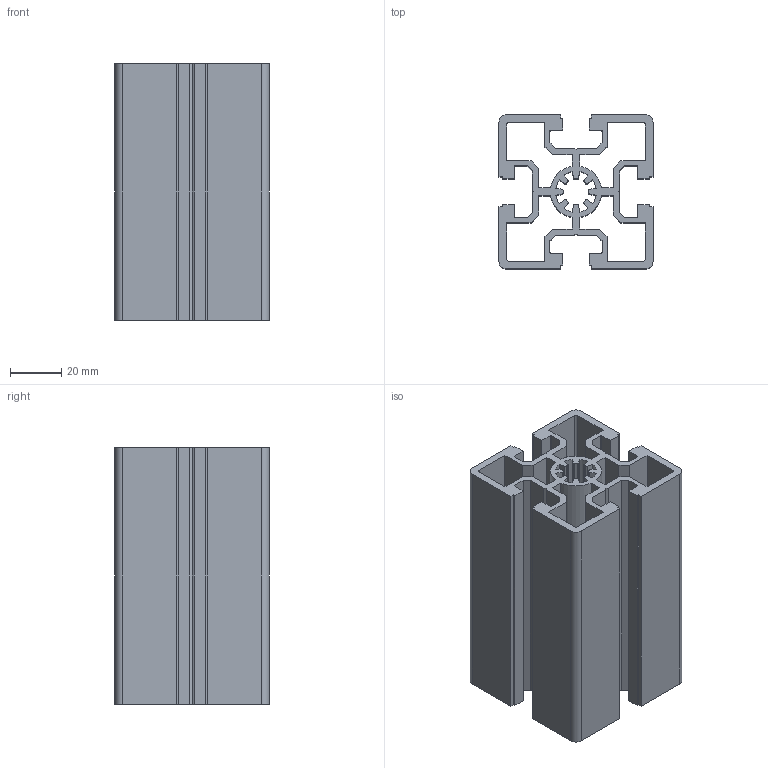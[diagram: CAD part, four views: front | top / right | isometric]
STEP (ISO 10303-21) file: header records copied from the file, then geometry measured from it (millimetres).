
FILE_DESCRIPTION (( 'STEP AP214' ), '1' );
FILE_NAME ('A05-1 (60x60)-STEP.STEP', '2017-04-01T18:19:50', ( 'Advo' ), ( '' ), 'SwSTEP 2.0', 'SolidWorks 2012', '' );
FILE_SCHEMA (( 'AUTOMOTIVE_DESIGN' ));
Length unit declared in the file: millimetre
Products named in the file (1): A05-1 (60x60)-STEP
Bounding box: 60 x 60 x 100 mm (x, y, z)
Volume: 126291.6 mm3; surface area: 89790 mm2
Topology: 1 solids, 1 shells, 187 faces, 555 edges, 370 vertices
Faces by surface type: plane 130, cylinder 57
Entity records: 6297 total; most frequent: CARTESIAN_POINT 1113, ORIENTED_EDGE 1110, DIRECTION 1045, EDGE_CURVE 555, VECTOR 441, LINE 441, VERTEX_POINT 370, AXIS2_PLACEMENT_3D 302
